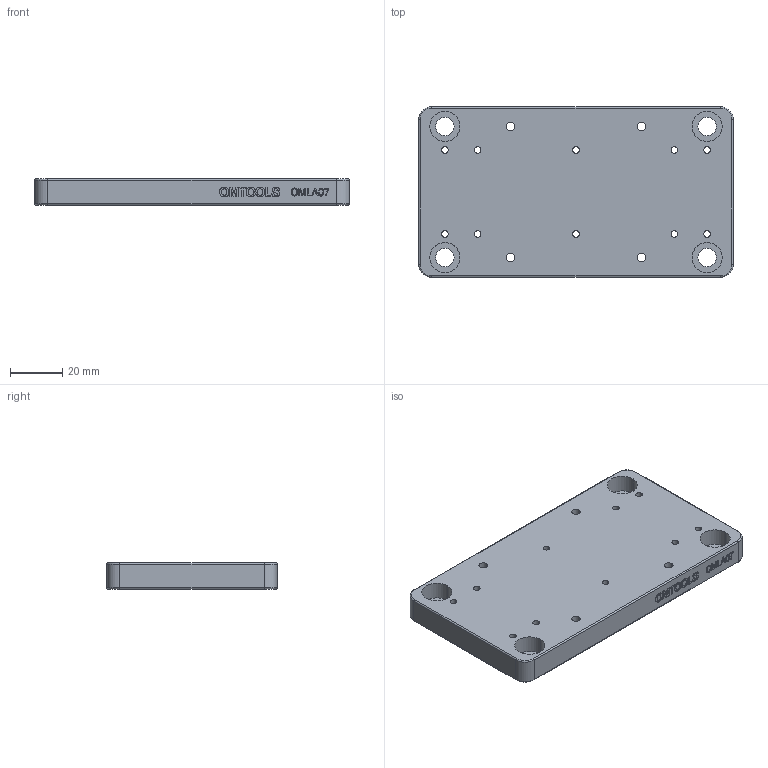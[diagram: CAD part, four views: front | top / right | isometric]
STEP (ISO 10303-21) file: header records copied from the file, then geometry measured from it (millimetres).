
FILE_DESCRIPTION (( 'STEP AP203' ), '1' );
FILE_NAME ('OMLA炵蹈蛌諉啣 OMLA07.STEP', '2021-05-20T08:32:08', ( 'Microsoft' ), ( 'Microsoft' ), 'SwSTEP 2.0', 'SolidWorks 2018', '' );
FILE_SCHEMA (( 'CONFIG_CONTROL_DESIGN' ));
Length unit declared in the file: millimetre
Products named in the file (2): OMLA07-01 SPYC40蟀諉啣7; OMLA炵蹈蛌諉啣 OMLA07
Assembly tree (1 placements, depth 2):
  OMLA炵蹈蛌諉啣 OMLA07
    OMLA07-01 SPYC40蟀諉啣7
Bounding box: 120 x 65 x 10 mm (x, y, z)
Volume: 73585 mm3; surface area: 21026.4 mm2
Topology: 1 solids, 1 shells, 200 faces, 515 edges, 338 vertices
Faces by surface type: plane 100, cylinder 56, bspline 36, torus 8
Entity records: 9641 total; most frequent: CARTESIAN_POINT 4635, ORIENTED_EDGE 1030, DIRECTION 897, EDGE_CURVE 515, VERTEX_POINT 338, LINE 321, VECTOR 321, AXIS2_PLACEMENT_3D 288
